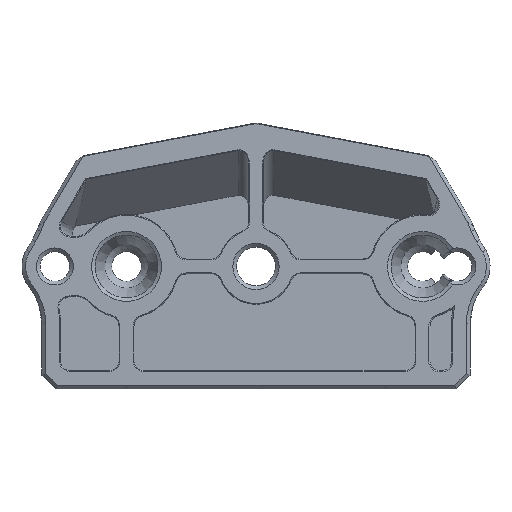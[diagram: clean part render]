
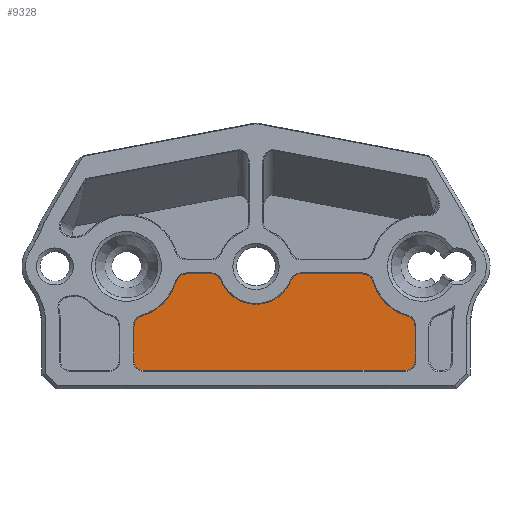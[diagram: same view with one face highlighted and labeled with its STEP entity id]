
A CAD part, front view. The second image highlights one B-rep face of the part: STEP entity #9328.
In plain terms, the highlighted planar face has unit normal (0, -1, 0).
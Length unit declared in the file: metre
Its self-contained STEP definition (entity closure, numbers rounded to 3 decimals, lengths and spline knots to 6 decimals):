
#350=CIRCLE('',#9902,0.001);
#351=CIRCLE('',#9903,0.001);
#352=CIRCLE('',#9904,0.00435);
#353=CIRCLE('',#9905,0.001);
#354=CIRCLE('',#9906,0.001);
#355=CIRCLE('',#9907,0.0041);
#356=CIRCLE('',#9908,0.001);
#357=CIRCLE('',#9909,0.001);
#358=CIRCLE('',#9910,0.00435);
#359=CIRCLE('',#9911,0.001);
#360=CIRCLE('',#9912,0.001);
#1366=ORIENTED_EDGE('',*,*,#4299,.T.);
#1367=ORIENTED_EDGE('',*,*,#4300,.T.);
#1368=ORIENTED_EDGE('',*,*,#4301,.T.);
#1369=ORIENTED_EDGE('',*,*,#4302,.T.);
#1370=ORIENTED_EDGE('',*,*,#4303,.F.);
#1371=ORIENTED_EDGE('',*,*,#4304,.T.);
#1372=ORIENTED_EDGE('',*,*,#4305,.T.);
#1373=ORIENTED_EDGE('',*,*,#4306,.T.);
#1374=ORIENTED_EDGE('',*,*,#4307,.T.);
#1375=ORIENTED_EDGE('',*,*,#4308,.T.);
#1376=ORIENTED_EDGE('',*,*,#4309,.F.);
#1377=ORIENTED_EDGE('',*,*,#4310,.T.);
#1378=ORIENTED_EDGE('',*,*,#4311,.F.);
#1379=ORIENTED_EDGE('',*,*,#4312,.T.);
#1380=ORIENTED_EDGE('',*,*,#4313,.F.);
#1381=ORIENTED_EDGE('',*,*,#4314,.T.);
#1382=ORIENTED_EDGE('',*,*,#4315,.T.);
#4299=EDGE_CURVE('',#5762,#5763,#6559,.T.);
#4300=EDGE_CURVE('',#5763,#5764,#350,.F.);
#4301=EDGE_CURVE('',#5764,#5765,#6560,.T.);
#4302=EDGE_CURVE('',#5765,#5766,#351,.F.);
#4303=EDGE_CURVE('',#5767,#5766,#352,.F.);
#4304=EDGE_CURVE('',#5767,#5768,#353,.F.);
#4305=EDGE_CURVE('',#5768,#5769,#6561,.T.);
#4306=EDGE_CURVE('',#5769,#5770,#354,.F.);
#4307=EDGE_CURVE('',#5770,#5771,#355,.T.);
#4308=EDGE_CURVE('',#5771,#5772,#356,.F.);
#4309=EDGE_CURVE('',#5773,#5772,#6562,.T.);
#4310=EDGE_CURVE('',#5773,#5774,#357,.F.);
#4311=EDGE_CURVE('',#5775,#5774,#358,.F.);
#4312=EDGE_CURVE('',#5775,#5776,#359,.F.);
#4313=EDGE_CURVE('',#5777,#5776,#6563,.T.);
#4314=EDGE_CURVE('',#5777,#5778,#360,.F.);
#4315=EDGE_CURVE('',#5778,#5762,#6564,.T.);
#5762=VERTEX_POINT('',#13217);
#5763=VERTEX_POINT('',#13218);
#5764=VERTEX_POINT('',#13220);
#5765=VERTEX_POINT('',#13222);
#5766=VERTEX_POINT('',#13224);
#5767=VERTEX_POINT('',#13226);
#5768=VERTEX_POINT('',#13228);
#5769=VERTEX_POINT('',#13230);
#5770=VERTEX_POINT('',#13232);
#5771=VERTEX_POINT('',#13234);
#5772=VERTEX_POINT('',#13236);
#5773=VERTEX_POINT('',#13238);
#5774=VERTEX_POINT('',#13240);
#5775=VERTEX_POINT('',#13242);
#5776=VERTEX_POINT('',#13244);
#5777=VERTEX_POINT('',#13246);
#5778=VERTEX_POINT('',#13248);
#6559=LINE('',#13216,#7315);
#6560=LINE('',#13221,#7316);
#6561=LINE('',#13229,#7317);
#6562=LINE('',#13237,#7318);
#6563=LINE('',#13245,#7319);
#6564=LINE('',#13249,#7320);
#7315=VECTOR('',#10568,1.);
#7316=VECTOR('',#10571,1.);
#7317=VECTOR('',#10578,1.);
#7318=VECTOR('',#10585,1.);
#7319=VECTOR('',#10592,1.);
#7320=VECTOR('',#10595,1.);
#7939=EDGE_LOOP('',(#1366,#1367,#1368,#1369,#1370,#1371,#1372,#1373,#1374,
#1375,#1376,#1377,#1378,#1379,#1380,#1381,#1382));
#8522=FACE_BOUND('',#7939,.T.);
#9086=PLANE('',#9901);
#9328=ADVANCED_FACE('',(#8522),#9086,.F.);
#9901=AXIS2_PLACEMENT_3D('',#13215,#10566,#10567);
#9902=AXIS2_PLACEMENT_3D('',#13219,#10569,#10570);
#9903=AXIS2_PLACEMENT_3D('',#13223,#10572,#10573);
#9904=AXIS2_PLACEMENT_3D('',#13225,#10574,#10575);
#9905=AXIS2_PLACEMENT_3D('',#13227,#10576,#10577);
#9906=AXIS2_PLACEMENT_3D('',#13231,#10579,#10580);
#9907=AXIS2_PLACEMENT_3D('',#13233,#10581,#10582);
#9908=AXIS2_PLACEMENT_3D('',#13235,#10583,#10584);
#9909=AXIS2_PLACEMENT_3D('',#13239,#10586,#10587);
#9910=AXIS2_PLACEMENT_3D('',#13241,#10588,#10589);
#9911=AXIS2_PLACEMENT_3D('',#13243,#10590,#10591);
#9912=AXIS2_PLACEMENT_3D('',#13247,#10593,#10594);
#10566=DIRECTION('',(0.,1.,0.));
#10567=DIRECTION('',(-1.,0.,0.));
#10568=DIRECTION('',(1.,0.,0.));
#10569=DIRECTION('',(0.,1.,0.));
#10570=DIRECTION('',(0.,0.,1.));
#10571=DIRECTION('',(0.,0.,1.));
#10572=DIRECTION('',(0.,1.,0.));
#10573=DIRECTION('',(0.,0.,1.));
#10574=DIRECTION('',(0.,1.,0.));
#10575=DIRECTION('',(0.,0.,1.));
#10576=DIRECTION('',(0.,1.,0.));
#10577=DIRECTION('',(0.,0.,1.));
#10578=DIRECTION('',(-1.,0.,0.));
#10579=DIRECTION('',(0.,1.,0.));
#10580=DIRECTION('',(0.,0.,1.));
#10581=DIRECTION('',(0.,1.,0.));
#10582=DIRECTION('',(0.,0.,1.));
#10583=DIRECTION('',(0.,1.,0.));
#10584=DIRECTION('',(0.,0.,1.));
#10585=DIRECTION('',(1.,0.,0.));
#10586=DIRECTION('',(0.,1.,0.));
#10587=DIRECTION('',(0.,0.,1.));
#10588=DIRECTION('',(0.,1.,0.));
#10589=DIRECTION('',(0.,0.,1.));
#10590=DIRECTION('',(0.,1.,0.));
#10591=DIRECTION('',(0.,0.,1.));
#10592=DIRECTION('',(0.,0.,1.));
#10593=DIRECTION('',(0.,1.,0.));
#10594=DIRECTION('',(0.,0.,1.));
#10595=DIRECTION('',(1.,0.,0.));
#13215=CARTESIAN_POINT('',(-0.0043,0.0014,-0.004707));
#13216=CARTESIAN_POINT('',(0.018549,0.0014,-0.013957));
#13217=CARTESIAN_POINT('',(0.013956,0.0014,-0.013957));
#13218=CARTESIAN_POINT('',(0.0162,0.0014,-0.013957));
#13219=CARTESIAN_POINT('',(0.0162,0.0014,-0.012957));
#13220=CARTESIAN_POINT('',(0.0172,0.0014,-0.012957));
#13221=CARTESIAN_POINT('',(0.0172,0.0014,-0.008364));
#13222=CARTESIAN_POINT('',(0.0172,0.0014,-0.007745));
#13223=CARTESIAN_POINT('',(0.0162,0.0014,-0.007745));
#13224=CARTESIAN_POINT('',(0.016536,0.0014,-0.006804));
#13225=CARTESIAN_POINT('',(0.018,0.0014,-0.002707));
#13226=CARTESIAN_POINT('',(0.013904,0.0014,-0.004171));
#13227=CARTESIAN_POINT('',(0.012962,0.0014,-0.004507));
#13228=CARTESIAN_POINT('',(0.012962,0.0014,-0.003507));
#13229=CARTESIAN_POINT('',(0.009,0.0014,-0.003507));
#13230=CARTESIAN_POINT('',(0.004772,0.0014,-0.003507));
#13231=CARTESIAN_POINT('',(0.004772,0.0014,-0.004507));
#13232=CARTESIAN_POINT('',(0.003836,0.0014,-0.004154));
#13233=CARTESIAN_POINT('',(0.,0.0014,-0.002707));
#13234=CARTESIAN_POINT('',(-0.003836,0.0014,-0.004154));
#13235=CARTESIAN_POINT('',(-0.004772,0.0014,-0.004507));
#13236=CARTESIAN_POINT('',(-0.004772,0.0014,-0.003507));
#13237=CARTESIAN_POINT('',(-0.007,0.0014,-0.003507));
#13238=CARTESIAN_POINT('',(-0.008962,0.0014,-0.003507));
#13239=CARTESIAN_POINT('',(-0.008962,0.0014,-0.004507));
#13240=CARTESIAN_POINT('',(-0.009904,0.0014,-0.004171));
#13241=CARTESIAN_POINT('',(-0.014,0.0014,-0.002707));
#13242=CARTESIAN_POINT('',(-0.012536,0.0014,-0.006804));
#13243=CARTESIAN_POINT('',(-0.0122,0.0014,-0.007745));
#13244=CARTESIAN_POINT('',(-0.0132,0.0014,-0.007745));
#13245=CARTESIAN_POINT('',(-0.0132,0.0014,-0.008374));
#13246=CARTESIAN_POINT('',(-0.0132,0.0014,-0.012957));
#13247=CARTESIAN_POINT('',(-0.0122,0.0014,-0.012957));
#13248=CARTESIAN_POINT('',(-0.0122,0.0014,-0.013957));
#13249=CARTESIAN_POINT('',(0.,0.0014,-0.013957));
